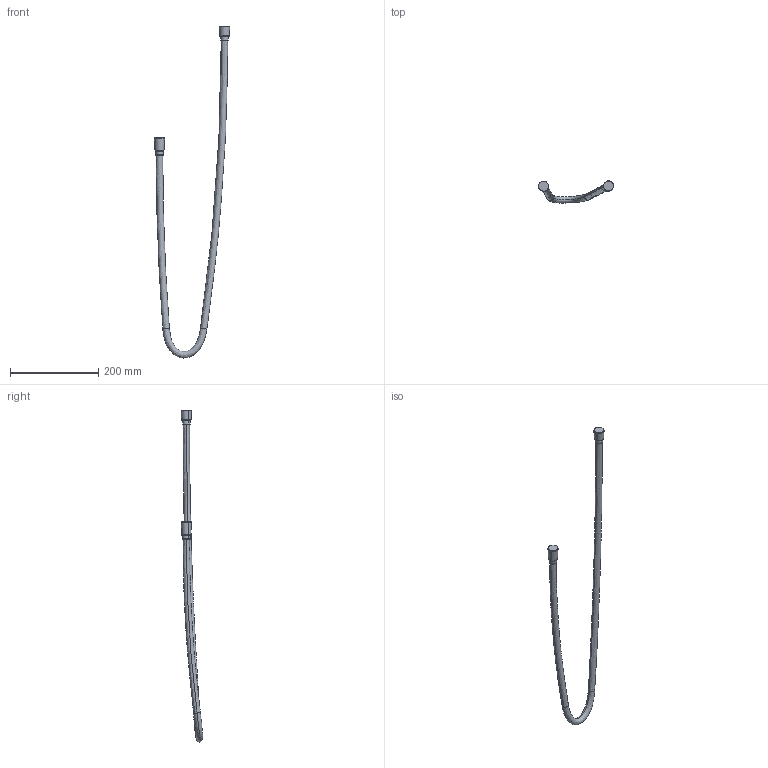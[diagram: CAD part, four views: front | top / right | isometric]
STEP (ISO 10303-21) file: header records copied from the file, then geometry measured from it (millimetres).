
FILE_DESCRIPTION(('CAx-IF Rec.Pracs.---Model Styling and Organization---1.2---2011-12-15','CAx-IF Rec.Pracs.---Geometric and Assembly Validation Properties---4.1---2014-06-16','CAx-IF Rec.Pracs.---PMI Polyline Presentation---2.0---2013-05-24'),'2;1');
FILE_NAME('1000108503_PPR_000.stp','2016-10-25T10:29:00+02:00',(''),(''),'STEP Interface 4.0.1101 by CT CoreTechnologie','3D_Evolution4.0.1101 by CT CoreTechnologie','');
FILE_SCHEMA(('AP203_CONFIGURATION_CONTROLLED_3D_DESIGN_OF_MECHANICAL_PARTS_AND_ASSEMBLIES_MIM_LF'));
Length unit declared in the file: millimetre
Products named in the file (4): P_2  Isiflex B Brausenschl.1250mm 1000108503_PPR_000_A0; P_2 (EB) Halbfertig Isi neu 1,25M chrom 1000107383_PPA_000_A0; P_2 Isiflex B Mutter Wirbelseite neu 1000105232_PPA_000_A0; P_2 Isiflex B Mutter Festseite neu 1000105233_PPA_000_A0
Assembly tree (3 placements, depth 2):
  P_2  Isiflex B Brausenschl.1250mm 1000108503_PPR_000_A0
    P_2 (EB) Halbfertig Isi neu 1,25M chrom 1000107383_PPA_000_A0
    P_2 Isiflex B Mutter Wirbelseite neu 1000105232_PPA_000_A0
    P_2 Isiflex B Mutter Festseite neu 1000105233_PPA_000_A0
Bounding box: 170.49 x 49.06 x 751.98 mm (x, y, z)
Volume: 239101.5 mm3; surface area: 64518.5 mm2
Topology: 3 solids, 3 shells, 42 faces, 78 edges, 44 vertices
Faces by surface type: bspline 26, cylinder 8, plane 8
Entity records: 2345 total; most frequent: CARTESIAN_POINT 802, DIRECTION 176, ORIENTED_EDGE 156, AXIS2_PLACEMENT_3D 80, EDGE_CURVE 78, CIRCLE 60, DESCRIPTIVE_REPRESENTATION_ITEM 46, REPRESENTATION 46
